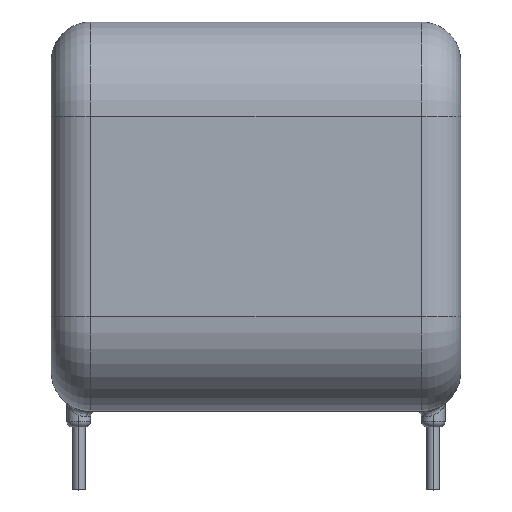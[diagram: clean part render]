
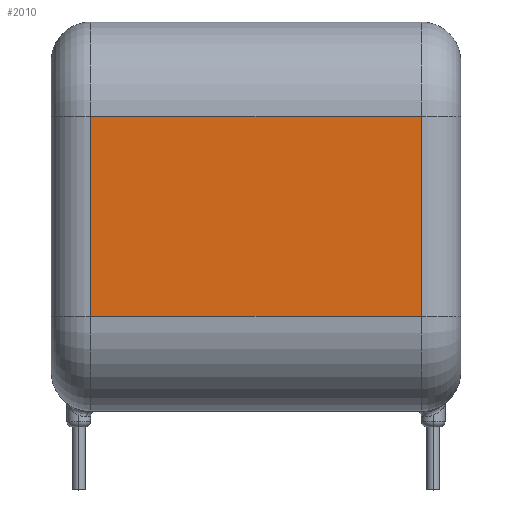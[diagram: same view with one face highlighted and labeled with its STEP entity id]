
A CAD part, top view. The second image highlights one B-rep face of the part: STEP entity #2010.
In plain terms, the highlighted planar face has unit normal (0, 0, 1).
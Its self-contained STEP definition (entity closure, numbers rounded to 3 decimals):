
#744 = CARTESIAN_POINT ( 'NONE',  ( -10.5, 8., 7.65 ) ) ;
#745 = DIRECTION ( 'NONE',  ( -1., 0., 0. ) ) ;
#746 = VECTOR ( 'NONE', #745, 1000. ) ;
#747 = CARTESIAN_POINT ( 'NONE',  ( 13., 8., 7.65 ) ) ;
#753 = LINE ( 'NONE', #747, #746 ) ;
#754 = CARTESIAN_POINT ( 'NONE',  ( 10.5, 8., 7.65 ) ) ;
#1087 = DIRECTION ( 'NONE',  ( -1., 0., 0. ) ) ;
#1088 = VECTOR ( 'NONE', #1087, 1000. ) ;
#1089 = CARTESIAN_POINT ( 'NONE',  ( 13., 20.7, 7.65 ) ) ;
#1090 = LINE ( 'NONE', #1089, #1088 ) ;
#1143 = FACE_OUTER_BOUND ( 'NONE', #2044, .T. ) ;
#1162 = CARTESIAN_POINT ( 'NONE',  ( -10.5, 20.7, 7.65 ) ) ;
#1167 = CARTESIAN_POINT ( 'NONE',  ( 10.5, 20.7, 7.65 ) ) ;
#1181 = DIRECTION ( 'NONE',  ( -1., 0., 0. ) ) ;
#1182 = DIRECTION ( 'NONE',  ( 0., 0., -1. ) ) ;
#1183 = CARTESIAN_POINT ( 'NONE',  ( 13., 20.7, 7.65 ) ) ;
#1184 = AXIS2_PLACEMENT_3D ( 'NONE', #1183, #1182, #1181 ) ;
#1185 = PLANE ( 'NONE',  #1184 ) ;
#1325 = DIRECTION ( 'NONE',  ( 0., -1., 0. ) ) ;
#1326 = VECTOR ( 'NONE', #1325, 1000. ) ;
#1327 = CARTESIAN_POINT ( 'NONE',  ( -10.5, 20.7, 7.65 ) ) ;
#1328 = LINE ( 'NONE', #1327, #1326 ) ;
#1329 = DIRECTION ( 'NONE',  ( 0., 1., 0. ) ) ;
#1330 = VECTOR ( 'NONE', #1329, 1000. ) ;
#1331 = CARTESIAN_POINT ( 'NONE',  ( 10.5, 20.7, 7.65 ) ) ;
#1337 = LINE ( 'NONE', #1331, #1330 ) ;
#1879 = VERTEX_POINT ( 'NONE', #754 ) ;
#1881 = EDGE_CURVE ( 'NONE', #1879, #1882, #753, .T. ) ;
#1882 = VERTEX_POINT ( 'NONE', #744 ) ;
#2000 = EDGE_CURVE ( 'NONE', #2006, #2007, #1090, .T. ) ;
#2006 = VERTEX_POINT ( 'NONE', #1167 ) ;
#2007 = VERTEX_POINT ( 'NONE', #1162 ) ;
#2010 = ADVANCED_FACE ( 'NONE', ( #1143 ), #1185, .F. ) ;
#2019 = ORIENTED_EDGE ( 'NONE', *, *, #1881, .F. ) ;
#2022 = ORIENTED_EDGE ( 'NONE', *, *, #2043, .T. ) ;
#2029 = ORIENTED_EDGE ( 'NONE', *, *, #2042, .T. ) ;
#2042 = EDGE_CURVE ( 'NONE', #1879, #2006, #1337, .T. ) ;
#2043 = EDGE_CURVE ( 'NONE', #2007, #1882, #1328, .T. ) ;
#2044 = EDGE_LOOP ( 'NONE', ( #2045, #2022, #2019, #2029 ) ) ;
#2045 = ORIENTED_EDGE ( 'NONE', *, *, #2000, .T. ) ;
